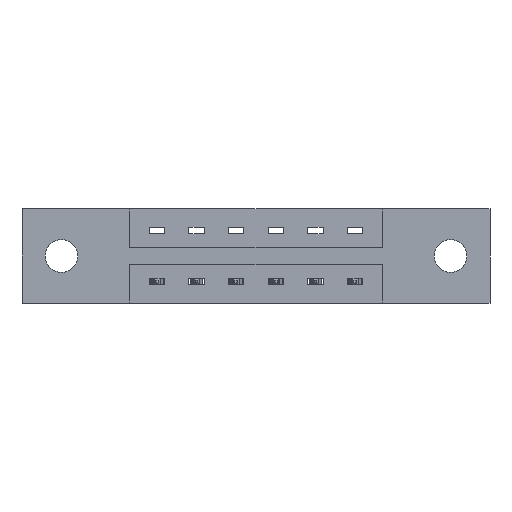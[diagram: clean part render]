
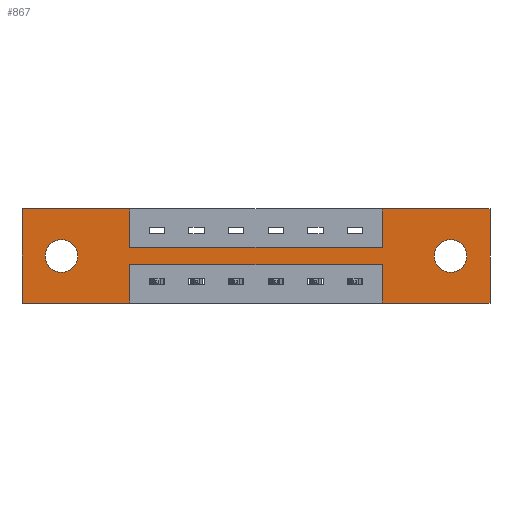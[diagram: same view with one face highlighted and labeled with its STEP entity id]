
A CAD part, front view. The second image highlights one B-rep face of the part: STEP entity #867.
In plain terms, the highlighted planar face has unit normal (0, -1, 0).
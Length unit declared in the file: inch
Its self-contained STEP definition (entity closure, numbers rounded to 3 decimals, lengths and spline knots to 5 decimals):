
#170 = VECTOR ( 'NONE', #3307, 39.37008 ) ;
#257 = CARTESIAN_POINT ( 'NONE',  ( 1.417, 0., -0.15 ) ) ;
#500 = VERTEX_POINT ( 'NONE', #5564 ) ;
#617 = CIRCLE ( 'NONE', #3983, 0.064 ) ;
#655 = EDGE_CURVE ( 'NONE', #4687, #4166, #6321, .T. ) ;
#710 = EDGE_LOOP ( 'NONE', ( #5221, #5150, #4964, #4948, #4836, #3410, #7377, #7300, #7233, #7183, #2570, #2397 ) ) ;
#727 = VECTOR ( 'NONE', #1908, 39.37008 ) ;
#842 = DIRECTION ( 'NONE',  ( 0., 1., 0. ) ) ;
#849 = CARTESIAN_POINT ( 'NONE',  ( 1.687, 0., -0.185 ) ) ;
#867 = ADVANCED_FACE ( 'NONE', ( #4251, #8104, #6222 ), #3200, .T. ) ;
#904 = VERTEX_POINT ( 'NONE', #3888 ) ;
#1109 = VERTEX_POINT ( 'NONE', #6036 ) ;
#1242 = VERTEX_POINT ( 'NONE', #6927 ) ;
#1276 = DIRECTION ( 'NONE',  ( 1., 0., 0. ) ) ;
#1318 = CARTESIAN_POINT ( 'NONE',  ( 0., 0., 0. ) ) ;
#1350 = CARTESIAN_POINT ( 'NONE',  ( 0.155, 0., -0.185 ) ) ;
#1461 = VECTOR ( 'NONE', #1509, 39.37008 ) ;
#1492 = EDGE_CURVE ( 'NONE', #3831, #8127, #8867, .T. ) ;
#1509 = DIRECTION ( 'NONE',  ( -1., 0., 0. ) ) ;
#1548 = CARTESIAN_POINT ( 'NONE',  ( 0., 0., -0.37 ) ) ;
#1698 = CARTESIAN_POINT ( 'NONE',  ( 0., 0., -0.37 ) ) ;
#1704 = LINE ( 'NONE', #1698, #1461 ) ;
#1714 = DIRECTION ( 'NONE',  ( 0., 1., 0. ) ) ;
#1799 = VECTOR ( 'NONE', #5516, 39.37008 ) ;
#1908 = DIRECTION ( 'NONE',  ( 1., 0., 0. ) ) ;
#2047 = EDGE_CURVE ( 'NONE', #8127, #6261, #8927, .T. ) ;
#2143 = DIRECTION ( 'NONE',  ( 0., 0., 1. ) ) ;
#2243 = CARTESIAN_POINT ( 'NONE',  ( 0., 0., -0.37 ) ) ;
#2397 = ORIENTED_EDGE ( 'NONE', *, *, #2511, .F. ) ;
#2420 = VERTEX_POINT ( 'NONE', #257 ) ;
#2478 = CARTESIAN_POINT ( 'NONE',  ( 0.425, 0., -0.22 ) ) ;
#2511 = EDGE_CURVE ( 'NONE', #1242, #4679, #1704, .T. ) ;
#2530 = DIRECTION ( 'NONE',  ( 0., 0., 1. ) ) ;
#2570 = ORIENTED_EDGE ( 'NONE', *, *, #7076, .F. ) ;
#2576 = VERTEX_POINT ( 'NONE', #2478 ) ;
#2671 = CARTESIAN_POINT ( 'NONE',  ( 0., 0., -0.37 ) ) ;
#2764 = VECTOR ( 'NONE', #8830, 39.37008 ) ;
#2779 = LINE ( 'NONE', #9022, #6550 ) ;
#2781 = EDGE_CURVE ( 'NONE', #904, #6742, #617, .T. ) ;
#2884 = EDGE_CURVE ( 'NONE', #1109, #500, #8575, .T. ) ;
#2923 = EDGE_CURVE ( 'NONE', #2576, #1242, #3062, .T. ) ;
#2927 = LINE ( 'NONE', #1318, #4559 ) ;
#3062 = LINE ( 'NONE', #6372, #6787 ) ;
#3069 = DIRECTION ( 'NONE',  ( 0., 0., -1. ) ) ;
#3111 = EDGE_CURVE ( 'NONE', #3708, #4687, #2927, .T. ) ;
#3200 = PLANE ( 'NONE',  #8840 ) ;
#3224 = EDGE_CURVE ( 'NONE', #9103, #3831, #6779, .T. ) ;
#3307 = DIRECTION ( 'NONE',  ( 0., 0., -1. ) ) ;
#3374 = CARTESIAN_POINT ( 'NONE',  ( 1.417, 0., 0. ) ) ;
#3410 = ORIENTED_EDGE ( 'NONE', *, *, #3224, .F. ) ;
#3423 = VERTEX_POINT ( 'NONE', #7790 ) ;
#3463 = EDGE_CURVE ( 'NONE', #6742, #904, #8903, .T. ) ;
#3553 = EDGE_CURVE ( 'NONE', #3423, #2576, #4180, .T. ) ;
#3610 = CARTESIAN_POINT ( 'NONE',  ( 0., 0., 0. ) ) ;
#3692 = CARTESIAN_POINT ( 'NONE',  ( 0.425, 0., -0.22 ) ) ;
#3708 = VERTEX_POINT ( 'NONE', #4913 ) ;
#3831 = VERTEX_POINT ( 'NONE', #9096 ) ;
#3861 = CARTESIAN_POINT ( 'NONE',  ( 0.425, 0., 0. ) ) ;
#3888 = CARTESIAN_POINT ( 'NONE',  ( 1.687, 0., -0.121 ) ) ;
#3983 = AXIS2_PLACEMENT_3D ( 'NONE', #8291, #1714, #8210 ) ;
#4039 = LINE ( 'NONE', #7869, #8884 ) ;
#4155 = CIRCLE ( 'NONE', #8149, 0.064 ) ;
#4166 = VERTEX_POINT ( 'NONE', #7711 ) ;
#4180 = LINE ( 'NONE', #3692, #1799 ) ;
#4251 = FACE_BOUND ( 'NONE', #4272, .T. ) ;
#4272 = EDGE_LOOP ( 'NONE', ( #6092, #6083 ) ) ;
#4276 = CARTESIAN_POINT ( 'NONE',  ( 1.417, 0., -0.37 ) ) ;
#4283 = EDGE_CURVE ( 'NONE', #6261, #3423, #2779, .T. ) ;
#4452 = EDGE_CURVE ( 'NONE', #2420, #9103, #4039, .T. ) ;
#4559 = VECTOR ( 'NONE', #1276, 39.37008 ) ;
#4679 = VERTEX_POINT ( 'NONE', #2243 ) ;
#4687 = VERTEX_POINT ( 'NONE', #4763 ) ;
#4754 = CARTESIAN_POINT ( 'NONE',  ( 1.842, 0., 0. ) ) ;
#4763 = CARTESIAN_POINT ( 'NONE',  ( 0.425, 0., 0. ) ) ;
#4836 = ORIENTED_EDGE ( 'NONE', *, *, #1492, .F. ) ;
#4865 = LINE ( 'NONE', #5016, #2764 ) ;
#4913 = CARTESIAN_POINT ( 'NONE',  ( 0., 0., 0. ) ) ;
#4948 = ORIENTED_EDGE ( 'NONE', *, *, #2047, .F. ) ;
#4964 = ORIENTED_EDGE ( 'NONE', *, *, #4283, .F. ) ;
#5006 = DIRECTION ( 'NONE',  ( 0., -1., 0. ) ) ;
#5016 = CARTESIAN_POINT ( 'NONE',  ( 0.425, 0., -0.15 ) ) ;
#5150 = ORIENTED_EDGE ( 'NONE', *, *, #3553, .F. ) ;
#5221 = ORIENTED_EDGE ( 'NONE', *, *, #2923, .F. ) ;
#5266 = ORIENTED_EDGE ( 'NONE', *, *, #7387, .T. ) ;
#5323 = ORIENTED_EDGE ( 'NONE', *, *, #2884, .T. ) ;
#5516 = DIRECTION ( 'NONE',  ( -1., 0., 0. ) ) ;
#5561 = VECTOR ( 'NONE', #3069, 39.37008 ) ;
#5564 = CARTESIAN_POINT ( 'NONE',  ( 0.155, 0., -0.249 ) ) ;
#5569 = DIRECTION ( 'NONE',  ( 0., 0., -1. ) ) ;
#5762 = EDGE_LOOP ( 'NONE', ( #5323, #5266 ) ) ;
#5842 = DIRECTION ( 'NONE',  ( 0., 0., -1. ) ) ;
#6036 = CARTESIAN_POINT ( 'NONE',  ( 0.155, 0., -0.121 ) ) ;
#6083 = ORIENTED_EDGE ( 'NONE', *, *, #3463, .T. ) ;
#6092 = ORIENTED_EDGE ( 'NONE', *, *, #2781, .T. ) ;
#6222 = FACE_OUTER_BOUND ( 'NONE', #710, .T. ) ;
#6261 = VERTEX_POINT ( 'NONE', #4276 ) ;
#6321 = LINE ( 'NONE', #3861, #170 ) ;
#6342 = DIRECTION ( 'NONE',  ( 0., 0., -1. ) ) ;
#6370 = DIRECTION ( 'NONE',  ( 0., 0., 1. ) ) ;
#6372 = CARTESIAN_POINT ( 'NONE',  ( 0.425, 0., -0.37 ) ) ;
#6550 = VECTOR ( 'NONE', #2530, 39.37008 ) ;
#6686 = DIRECTION ( 'NONE',  ( 0., 1., 0. ) ) ;
#6722 = DIRECTION ( 'NONE',  ( 0., 0., 1. ) ) ;
#6736 = DIRECTION ( 'NONE',  ( 0., 1., 0. ) ) ;
#6742 = VERTEX_POINT ( 'NONE', #7009 ) ;
#6750 = CARTESIAN_POINT ( 'NONE',  ( 0.155, 0., -0.185 ) ) ;
#6779 = LINE ( 'NONE', #3610, #727 ) ;
#6787 = VECTOR ( 'NONE', #6342, 39.37008 ) ;
#6927 = CARTESIAN_POINT ( 'NONE',  ( 0.425, 0., -0.37 ) ) ;
#6981 = AXIS2_PLACEMENT_3D ( 'NONE', #849, #842, #5569 ) ;
#7009 = CARTESIAN_POINT ( 'NONE',  ( 1.687, 0., -0.249 ) ) ;
#7061 = CARTESIAN_POINT ( 'NONE',  ( 1.842, 0., -0.37 ) ) ;
#7076 = EDGE_CURVE ( 'NONE', #4679, #3708, #7828, .T. ) ;
#7183 = ORIENTED_EDGE ( 'NONE', *, *, #3111, .F. ) ;
#7233 = ORIENTED_EDGE ( 'NONE', *, *, #655, .F. ) ;
#7300 = ORIENTED_EDGE ( 'NONE', *, *, #8147, .F. ) ;
#7377 = ORIENTED_EDGE ( 'NONE', *, *, #4452, .F. ) ;
#7387 = EDGE_CURVE ( 'NONE', #500, #1109, #4155, .T. ) ;
#7414 = VECTOR ( 'NONE', #8950, 39.37008 ) ;
#7640 = VECTOR ( 'NONE', #6370, 39.37008 ) ;
#7711 = CARTESIAN_POINT ( 'NONE',  ( 0.425, 0., -0.15 ) ) ;
#7754 = AXIS2_PLACEMENT_3D ( 'NONE', #6750, #6736, #6722 ) ;
#7790 = CARTESIAN_POINT ( 'NONE',  ( 1.417, 0., -0.22 ) ) ;
#7828 = LINE ( 'NONE', #8802, #7640 ) ;
#7869 = CARTESIAN_POINT ( 'NONE',  ( 1.417, 0., 0. ) ) ;
#8104 = FACE_BOUND ( 'NONE', #5762, .T. ) ;
#8127 = VERTEX_POINT ( 'NONE', #7061 ) ;
#8147 = EDGE_CURVE ( 'NONE', #4166, #2420, #4865, .T. ) ;
#8149 = AXIS2_PLACEMENT_3D ( 'NONE', #1350, #6686, #2143 ) ;
#8210 = DIRECTION ( 'NONE',  ( 0., 0., -1. ) ) ;
#8291 = CARTESIAN_POINT ( 'NONE',  ( 1.687, 0., -0.185 ) ) ;
#8575 = CIRCLE ( 'NONE', #7754, 0.064 ) ;
#8800 = DIRECTION ( 'NONE',  ( 0., 0., 1. ) ) ;
#8802 = CARTESIAN_POINT ( 'NONE',  ( 0., 0., 0. ) ) ;
#8830 = DIRECTION ( 'NONE',  ( 1., 0., 0. ) ) ;
#8840 = AXIS2_PLACEMENT_3D ( 'NONE', #1548, #5006, #5842 ) ;
#8867 = LINE ( 'NONE', #4754, #5561 ) ;
#8884 = VECTOR ( 'NONE', #8800, 39.37008 ) ;
#8903 = CIRCLE ( 'NONE', #6981, 0.064 ) ;
#8927 = LINE ( 'NONE', #2671, #7414 ) ;
#8950 = DIRECTION ( 'NONE',  ( -1., 0., 0. ) ) ;
#9022 = CARTESIAN_POINT ( 'NONE',  ( 1.417, 0., -0.37 ) ) ;
#9096 = CARTESIAN_POINT ( 'NONE',  ( 1.842, 0., 0. ) ) ;
#9103 = VERTEX_POINT ( 'NONE', #3374 ) ;
